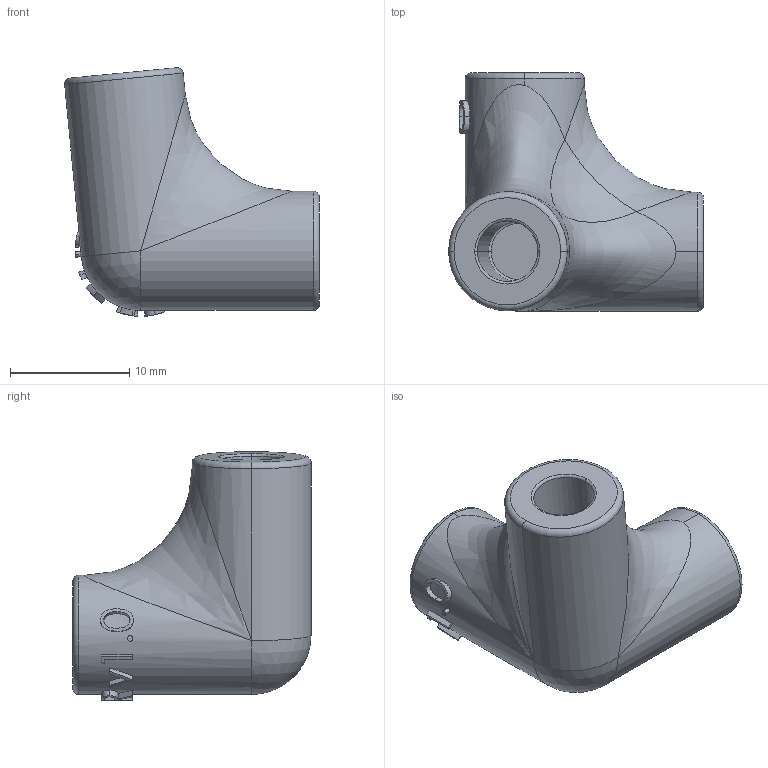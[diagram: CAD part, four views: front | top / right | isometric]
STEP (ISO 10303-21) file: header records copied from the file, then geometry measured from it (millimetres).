
FILE_DESCRIPTION (( 'STEP AP214' ), '1' );
FILE_NAME ('CornerJoint_BottomRear.STEP', '2025-02-19T10:55:46', ( '' ), ( '' ), 'SwSTEP 2.0', 'SolidWorks 2023', '' );
FILE_SCHEMA (( 'AUTOMOTIVE_DESIGN' ));
Length unit declared in the file: millimetre
Products named in the file (1): CornerJoint_BottomRear
Bounding box: 21.38 x 20 x 20.86 mm (x, y, z)
Volume: 2838.8 mm3; surface area: 1917.7 mm2
Topology: 1 solids, 1 shells, 111 faces, 264 edges, 165 vertices
Faces by surface type: bspline 38, plane 31, cylinder 22, torus 18, sphere 2
Entity records: 7469 total; most frequent: CARTESIAN_POINT 5185, ORIENTED_EDGE 522, DIRECTION 379, EDGE_CURVE 261, AXIS2_PLACEMENT_3D 168, VERTEX_POINT 165, EDGE_LOOP 124, B_SPLINE_CURVE_WITH_KNOTS 115
